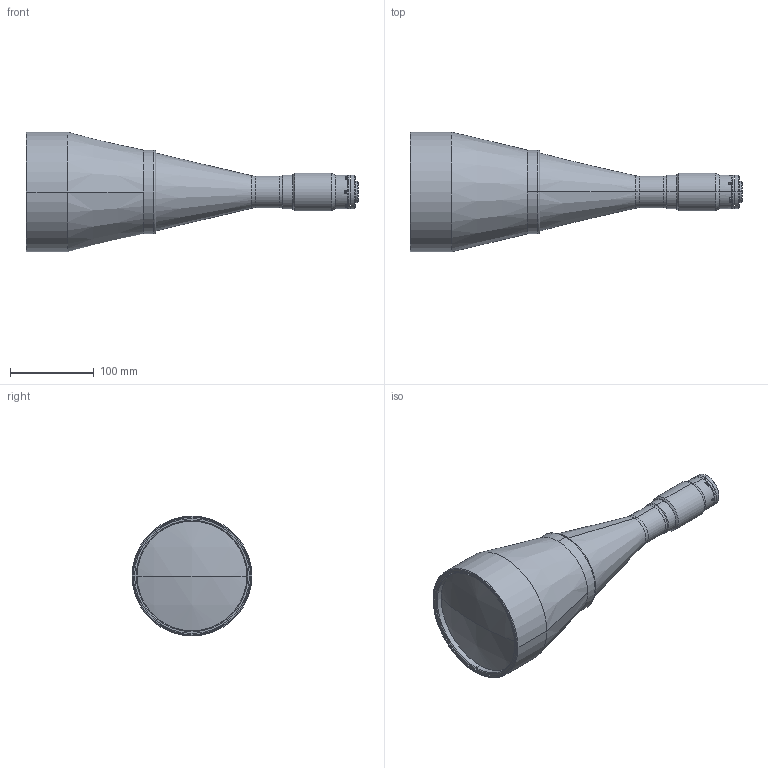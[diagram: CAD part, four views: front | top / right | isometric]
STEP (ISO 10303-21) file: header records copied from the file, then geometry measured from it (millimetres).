
FILE_DESCRIPTION (( 'STEP AP203' ), '1' );
FILE_NAME ('DP71441_TC4MHR096-C.step', '2021-10-05T10:59:32', ( '' ), ( '' ), 'SwSTEP 2.0', 'SolidWorks 2021', '' );
FILE_SCHEMA (( 'CONFIG_CONTROL_DESIGN' ));
Length unit declared in the file: millimetre
Products named in the file (1): DP71441_TC4MHR096-C
Bounding box: 396.26 x 143 x 143 mm (x, y, z)
Surface area: 139731.3 mm2 (no closed solid volume)
Topology: 0 solids, 16 shells, 115 faces, 327 edges, 228 vertices
Faces by surface type: plane 45, cylinder 36, cone 26, torus 6, sphere 2
Entity records: 3957 total; most frequent: CARTESIAN_POINT 833, DIRECTION 696, ORIENTED_EDGE 523, EDGE_CURVE 327, AXIS2_PLACEMENT_3D 275, VERTEX_POINT 228, CIRCLE 159, VECTOR 146
